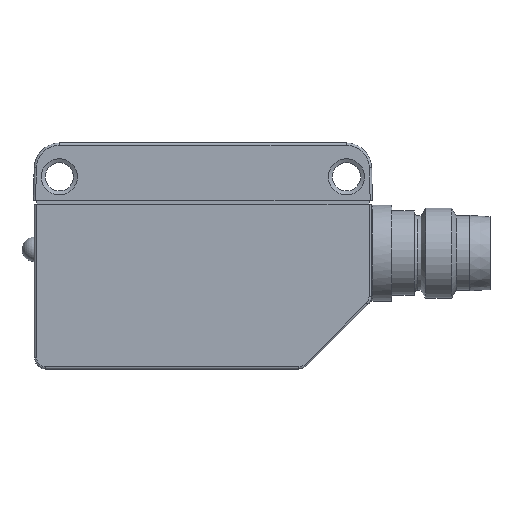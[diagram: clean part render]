
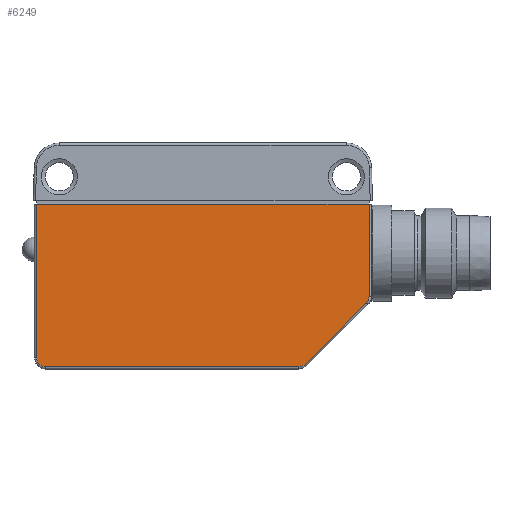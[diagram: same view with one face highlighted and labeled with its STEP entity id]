
A CAD part, left-side view. The second image highlights one B-rep face of the part: STEP entity #6249.
In plain terms, the highlighted planar face has unit normal (-1, 0, 0).
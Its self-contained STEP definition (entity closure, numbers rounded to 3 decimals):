
#337=CIRCLE('',#6779,0.8);
#338=CIRCLE('',#6780,0.8);
#339=CIRCLE('',#6781,0.8);
#789=FACE_OUTER_BOUND('',#1212,.T.);
#1212=EDGE_LOOP('',(#4692,#4693,#4694,#4695,#4696,#4697,#4698,#4699));
#1680=LINE('',#10011,#2235);
#1681=LINE('',#10013,#2236);
#1682=LINE('',#10017,#2237);
#1683=LINE('',#10021,#2238);
#1684=LINE('',#10024,#2239);
#2235=VECTOR('',#7914,29.4);
#2236=VECTOR('',#7915,13.6);
#2237=VECTOR('',#7918,22.386);
#2238=VECTOR('',#7921,7.657);
#2239=VECTOR('',#7924,8.186);
#2843=VERTEX_POINT('',#10009);
#2844=VERTEX_POINT('',#10010);
#2845=VERTEX_POINT('',#10012);
#2846=VERTEX_POINT('',#10014);
#2847=VERTEX_POINT('',#10016);
#2848=VERTEX_POINT('',#10018);
#2849=VERTEX_POINT('',#10020);
#2850=VERTEX_POINT('',#10022);
#3529=EDGE_CURVE('',#2843,#2844,#1680,.T.);
#3530=EDGE_CURVE('',#2844,#2845,#1681,.T.);
#3531=EDGE_CURVE('',#2845,#2846,#337,.T.);
#3532=EDGE_CURVE('',#2846,#2847,#1682,.T.);
#3533=EDGE_CURVE('',#2847,#2848,#338,.T.);
#3534=EDGE_CURVE('',#2848,#2849,#1683,.T.);
#3535=EDGE_CURVE('',#2849,#2850,#339,.T.);
#3536=EDGE_CURVE('',#2850,#2843,#1684,.T.);
#4692=ORIENTED_EDGE('',*,*,#3529,.T.);
#4693=ORIENTED_EDGE('',*,*,#3530,.T.);
#4694=ORIENTED_EDGE('',*,*,#3531,.T.);
#4695=ORIENTED_EDGE('',*,*,#3532,.T.);
#4696=ORIENTED_EDGE('',*,*,#3533,.T.);
#4697=ORIENTED_EDGE('',*,*,#3534,.T.);
#4698=ORIENTED_EDGE('',*,*,#3535,.T.);
#4699=ORIENTED_EDGE('',*,*,#3536,.T.);
#5981=PLANE('',#6778);
#6249=ADVANCED_FACE('',(#789),#5981,.F.);
#6778=AXIS2_PLACEMENT_3D('',#10008,#7912,#7913);
#6779=AXIS2_PLACEMENT_3D('',#10015,#7916,#7917);
#6780=AXIS2_PLACEMENT_3D('',#10019,#7919,#7920);
#6781=AXIS2_PLACEMENT_3D('',#10023,#7922,#7923);
#7912=DIRECTION('center_axis',(1.,0.,0.));
#7913=DIRECTION('ref_axis',(0.,0.,-1.));
#7914=DIRECTION('',(0.,1.,0.));
#7915=DIRECTION('',(0.,0.,-1.));
#7916=DIRECTION('center_axis',(-1.,0.,0.));
#7917=DIRECTION('ref_axis',(0.,0.,-1.));
#7918=DIRECTION('',(0.,-1.,0.));
#7919=DIRECTION('center_axis',(-1.,0.,0.));
#7920=DIRECTION('ref_axis',(0.,0.,-1.));
#7921=DIRECTION('',(0.,-0.707,0.707));
#7922=DIRECTION('center_axis',(-1.,0.,0.));
#7923=DIRECTION('ref_axis',(0.,0.,-1.));
#7924=DIRECTION('',(0.,0.,1.));
#10008=CARTESIAN_POINT('Origin',(-5.3,-14.9,-20.));
#10009=CARTESIAN_POINT('',(-5.3,-14.7,-5.4));
#10010=CARTESIAN_POINT('',(-5.3,14.7,-5.4));
#10011=CARTESIAN_POINT('',(-5.3,-14.9,-5.4));
#10012=CARTESIAN_POINT('',(-5.3,14.7,-19.));
#10013=CARTESIAN_POINT('',(-5.3,14.7,-20.));
#10014=CARTESIAN_POINT('',(-5.3,13.9,-19.8));
#10015=CARTESIAN_POINT('Origin',(-5.3,13.9,-19.));
#10016=CARTESIAN_POINT('',(-5.3,-8.486,-19.8));
#10017=CARTESIAN_POINT('',(-5.3,-8.486,-19.8));
#10018=CARTESIAN_POINT('',(-5.3,-9.051,-19.566));
#10019=CARTESIAN_POINT('Origin',(-5.3,-8.486,-19.));
#10020=CARTESIAN_POINT('',(-5.3,-14.466,-14.151));
#10021=CARTESIAN_POINT('',(-5.3,-14.466,-14.151));
#10022=CARTESIAN_POINT('',(-5.3,-14.7,-13.586));
#10023=CARTESIAN_POINT('Origin',(-5.3,-13.9,-13.586));
#10024=CARTESIAN_POINT('',(-5.3,-14.7,-20.));
